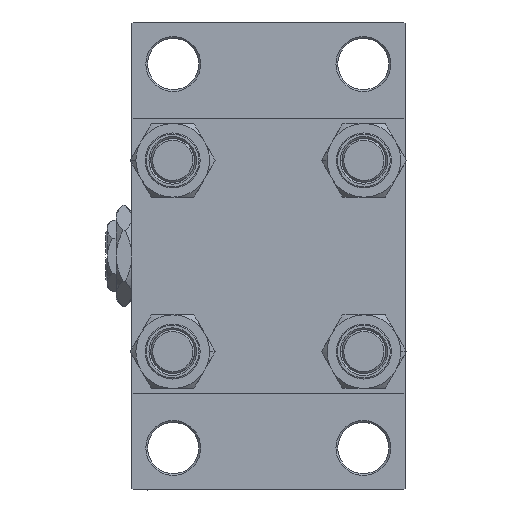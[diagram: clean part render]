
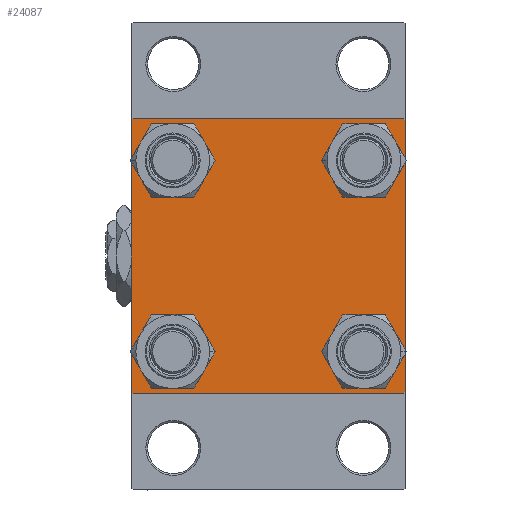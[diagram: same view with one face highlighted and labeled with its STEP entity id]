
A CAD part, left-side view. The second image highlights one B-rep face of the part: STEP entity #24087.
In plain terms, the highlighted planar face has unit normal (-1, 0, 0).
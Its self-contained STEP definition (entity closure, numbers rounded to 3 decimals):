
#143 = CARTESIAN_POINT ( 'NONE',  ( 0., 37.25, -37.25 ) ) ;
#330 = DIRECTION ( 'NONE',  ( 1., 0., 0. ) ) ;
#449 = CARTESIAN_POINT ( 'NONE',  ( 0., -37.25, 37.25 ) ) ;
#736 = VERTEX_POINT ( 'NONE', #12812 ) ;
#1566 = CARTESIAN_POINT ( 'NONE',  ( 0., 37.5, 37.5 ) ) ;
#1872 = CIRCLE ( 'NONE', #14572, 6.5 ) ;
#2651 = DIRECTION ( 'NONE',  ( 0., -1., 0. ) ) ;
#2870 = EDGE_LOOP ( 'NONE', ( #15276, #45783, #27325, #14684, #42795, #11119, #5225, #46318 ) ) ;
#3449 = DIRECTION ( 'NONE',  ( 1., 0., 0. ) ) ;
#3549 = EDGE_CURVE ( 'NONE', #17311, #736, #41185, .T. ) ;
#4487 = CARTESIAN_POINT ( 'NONE',  ( 0., -37.25, -37.25 ) ) ;
#4731 = FACE_BOUND ( 'NONE', #17807, .T. ) ;
#4814 = VERTEX_POINT ( 'NONE', #19006 ) ;
#5099 = DIRECTION ( 'NONE',  ( 1., 0., 0. ) ) ;
#5225 = ORIENTED_EDGE ( 'NONE', *, *, #48829, .F. ) ;
#7721 = LINE ( 'NONE', #7973, #20987 ) ;
#7732 = DIRECTION ( 'NONE',  ( 1., 0., 0. ) ) ;
#7973 = CARTESIAN_POINT ( 'NONE',  ( 0., 37.25, 37.25 ) ) ;
#7998 = DIRECTION ( 'NONE',  ( 1., 0., 0. ) ) ;
#8186 = VECTOR ( 'NONE', #16248, 1000. ) ;
#8391 = VERTEX_POINT ( 'NONE', #47775 ) ;
#8474 = DIRECTION ( 'NONE',  ( 0., 0., 1. ) ) ;
#8824 = VERTEX_POINT ( 'NONE', #12020 ) ;
#9661 = ORIENTED_EDGE ( 'NONE', *, *, #3549, .T. ) ;
#10003 = ORIENTED_EDGE ( 'NONE', *, *, #32656, .T. ) ;
#10174 = CARTESIAN_POINT ( 'NONE',  ( 0., -26.15, 26.15 ) ) ;
#10290 = CARTESIAN_POINT ( 'NONE',  ( 0., -37.5, 37.5 ) ) ;
#10356 = VECTOR ( 'NONE', #34824, 1000. ) ;
#11119 = ORIENTED_EDGE ( 'NONE', *, *, #13138, .T. ) ;
#11707 = CARTESIAN_POINT ( 'NONE',  ( 0., 26.15, -19.65 ) ) ;
#12020 = CARTESIAN_POINT ( 'NONE',  ( 0., -37.5, -37. ) ) ;
#12172 = EDGE_CURVE ( 'NONE', #38006, #46260, #25449, .T. ) ;
#12199 = CARTESIAN_POINT ( 'NONE',  ( 0., -26.15, 26.15 ) ) ;
#12812 = CARTESIAN_POINT ( 'NONE',  ( 0., -26.15, -32.65 ) ) ;
#12949 = EDGE_LOOP ( 'NONE', ( #10003, #47641 ) ) ;
#12960 = VERTEX_POINT ( 'NONE', #21138 ) ;
#13138 = EDGE_CURVE ( 'NONE', #12960, #44277, #14878, .T. ) ;
#13425 = DIRECTION ( 'NONE',  ( 0., 0., -1. ) ) ;
#13793 = VECTOR ( 'NONE', #13425, 1000. ) ;
#14572 = AXIS2_PLACEMENT_3D ( 'NONE', #12199, #35135, #15439 ) ;
#14643 = CIRCLE ( 'NONE', #22589, 6.5 ) ;
#14684 = ORIENTED_EDGE ( 'NONE', *, *, #24219, .T. ) ;
#14878 = LINE ( 'NONE', #449, #10356 ) ;
#14977 = DIRECTION ( 'NONE',  ( 1., 0., 0. ) ) ;
#15090 = VERTEX_POINT ( 'NONE', #24427 ) ;
#15276 = ORIENTED_EDGE ( 'NONE', *, *, #25144, .T. ) ;
#15439 = DIRECTION ( 'NONE',  ( 0., 0., 1. ) ) ;
#15682 = DIRECTION ( 'NONE',  ( -1., 0., 0. ) ) ;
#16089 = CARTESIAN_POINT ( 'NONE',  ( 0., -26.15, -19.65 ) ) ;
#16248 = DIRECTION ( 'NONE',  ( 0., -1., 0. ) ) ;
#16810 = CARTESIAN_POINT ( 'NONE',  ( 0., -26.15, 32.65 ) ) ;
#17311 = VERTEX_POINT ( 'NONE', #16089 ) ;
#17801 = EDGE_LOOP ( 'NONE', ( #32904, #28463 ) ) ;
#17807 = EDGE_LOOP ( 'NONE', ( #9661, #32755 ) ) ;
#18952 = DIRECTION ( 'NONE',  ( 0., 0., 1. ) ) ;
#19006 = CARTESIAN_POINT ( 'NONE',  ( 0., 37.5, -37. ) ) ;
#19007 = DIRECTION ( 'NONE',  ( 1., 0., 0. ) ) ;
#19063 = EDGE_CURVE ( 'NONE', #34003, #38622, #48663, .T. ) ;
#19229 = LINE ( 'NONE', #34450, #21835 ) ;
#19909 = CARTESIAN_POINT ( 'NONE',  ( 0., 0., 0. ) ) ;
#20902 = CARTESIAN_POINT ( 'NONE',  ( 0., 37.5, 37.5 ) ) ;
#20987 = VECTOR ( 'NONE', #46122, 1000. ) ;
#21128 = EDGE_CURVE ( 'NONE', #8391, #42757, #22447, .T. ) ;
#21138 = CARTESIAN_POINT ( 'NONE',  ( 0., -37.5, 37. ) ) ;
#21589 = AXIS2_PLACEMENT_3D ( 'NONE', #10174, #3449, #26363 ) ;
#21773 = EDGE_LOOP ( 'NONE', ( #29035, #40396 ) ) ;
#21835 = VECTOR ( 'NONE', #2651, 1000. ) ;
#22447 = CIRCLE ( 'NONE', #41562, 6.5 ) ;
#22589 = AXIS2_PLACEMENT_3D ( 'NONE', #31400, #7732, #8474 ) ;
#22735 = CARTESIAN_POINT ( 'NONE',  ( 0., -26.15, -26.15 ) ) ;
#24087 = ADVANCED_FACE ( 'NONE', ( #26907, #4731, #34390, #34640, #30396 ), #37871, .T. ) ;
#24139 = CARTESIAN_POINT ( 'NONE',  ( 0., 26.15, 26.15 ) ) ;
#24141 = EDGE_CURVE ( 'NONE', #38622, #34003, #1872, .T. ) ;
#24219 = EDGE_CURVE ( 'NONE', #15090, #8824, #38621, .T. ) ;
#24427 = CARTESIAN_POINT ( 'NONE',  ( 0., -37., -37.5 ) ) ;
#24935 = EDGE_CURVE ( 'NONE', #42108, #43357, #7721, .T. ) ;
#25144 = EDGE_CURVE ( 'NONE', #43357, #4814, #27892, .T. ) ;
#25449 = CIRCLE ( 'NONE', #42180, 6.5 ) ;
#25499 = DIRECTION ( 'NONE',  ( 0., 0., -1. ) ) ;
#25699 = CARTESIAN_POINT ( 'NONE',  ( 0., -26.15, 19.65 ) ) ;
#25865 = EDGE_CURVE ( 'NONE', #736, #17311, #14643, .T. ) ;
#26363 = DIRECTION ( 'NONE',  ( 0., 0., 1. ) ) ;
#26642 = EDGE_CURVE ( 'NONE', #29423, #15090, #19229, .T. ) ;
#26648 = VECTOR ( 'NONE', #46497, 1000. ) ;
#26663 = DIRECTION ( 'NONE',  ( 0., -0.707, 0.707 ) ) ;
#26704 = DIRECTION ( 'NONE',  ( 0., 0., 1. ) ) ;
#26796 = LINE ( 'NONE', #143, #26648 ) ;
#26907 = FACE_BOUND ( 'NONE', #21773, .T. ) ;
#27028 = CARTESIAN_POINT ( 'NONE',  ( 0., 26.15, 26.15 ) ) ;
#27325 = ORIENTED_EDGE ( 'NONE', *, *, #26642, .T. ) ;
#27513 = DIRECTION ( 'NONE',  ( 0., 0., 1. ) ) ;
#27643 = CIRCLE ( 'NONE', #45171, 6.5 ) ;
#27892 = LINE ( 'NONE', #20902, #13793 ) ;
#28264 = EDGE_CURVE ( 'NONE', #4814, #29423, #26796, .T. ) ;
#28448 = LINE ( 'NONE', #1566, #8186 ) ;
#28463 = ORIENTED_EDGE ( 'NONE', *, *, #40735, .T. ) ;
#28660 = CARTESIAN_POINT ( 'NONE',  ( 0., 37., 37.5 ) ) ;
#29035 = ORIENTED_EDGE ( 'NONE', *, *, #24141, .T. ) ;
#29230 = LINE ( 'NONE', #10290, #34010 ) ;
#29423 = VERTEX_POINT ( 'NONE', #30446 ) ;
#30396 = FACE_OUTER_BOUND ( 'NONE', #2870, .T. ) ;
#30446 = CARTESIAN_POINT ( 'NONE',  ( 0., 37., -37.5 ) ) ;
#30489 = DIRECTION ( 'NONE',  ( 0., 0., 1. ) ) ;
#31400 = CARTESIAN_POINT ( 'NONE',  ( 0., -26.15, -26.15 ) ) ;
#32656 = EDGE_CURVE ( 'NONE', #42757, #8391, #27643, .T. ) ;
#32755 = ORIENTED_EDGE ( 'NONE', *, *, #25865, .T. ) ;
#32885 = EDGE_CURVE ( 'NONE', #12960, #8824, #29230, .T. ) ;
#32904 = ORIENTED_EDGE ( 'NONE', *, *, #12172, .T. ) ;
#34003 = VERTEX_POINT ( 'NONE', #25699 ) ;
#34010 = VECTOR ( 'NONE', #25499, 1000. ) ;
#34390 = FACE_BOUND ( 'NONE', #17801, .T. ) ;
#34450 = CARTESIAN_POINT ( 'NONE',  ( 0., 37.5, -37.5 ) ) ;
#34640 = FACE_BOUND ( 'NONE', #12949, .T. ) ;
#34824 = DIRECTION ( 'NONE',  ( 0., 0.707, 0.707 ) ) ;
#35135 = DIRECTION ( 'NONE',  ( 1., 0., 0. ) ) ;
#35723 = CARTESIAN_POINT ( 'NONE',  ( 0., -37., 37.5 ) ) ;
#36093 = VECTOR ( 'NONE', #26663, 1000. ) ;
#36545 = CIRCLE ( 'NONE', #36657, 6.5 ) ;
#36657 = AXIS2_PLACEMENT_3D ( 'NONE', #45221, #19007, #30489 ) ;
#37871 = PLANE ( 'NONE',  #44854 ) ;
#37937 = DIRECTION ( 'NONE',  ( 0., 0., 1. ) ) ;
#38006 = VERTEX_POINT ( 'NONE', #11707 ) ;
#38621 = LINE ( 'NONE', #4487, #36093 ) ;
#38622 = VERTEX_POINT ( 'NONE', #16810 ) ;
#38791 = AXIS2_PLACEMENT_3D ( 'NONE', #22735, #330, #37937 ) ;
#40038 = CARTESIAN_POINT ( 'NONE',  ( 0., 26.15, -32.65 ) ) ;
#40396 = ORIENTED_EDGE ( 'NONE', *, *, #19063, .T. ) ;
#40735 = EDGE_CURVE ( 'NONE', #46260, #38006, #36545, .T. ) ;
#41185 = CIRCLE ( 'NONE', #38791, 6.5 ) ;
#41562 = AXIS2_PLACEMENT_3D ( 'NONE', #24139, #7998, #18952 ) ;
#42108 = VERTEX_POINT ( 'NONE', #28660 ) ;
#42122 = DIRECTION ( 'NONE',  ( 0., 0., 1. ) ) ;
#42164 = CARTESIAN_POINT ( 'NONE',  ( 0., 26.15, -26.15 ) ) ;
#42180 = AXIS2_PLACEMENT_3D ( 'NONE', #42164, #14977, #26704 ) ;
#42757 = VERTEX_POINT ( 'NONE', #43618 ) ;
#42795 = ORIENTED_EDGE ( 'NONE', *, *, #32885, .F. ) ;
#42939 = CARTESIAN_POINT ( 'NONE',  ( 0., 37.5, 37. ) ) ;
#43357 = VERTEX_POINT ( 'NONE', #42939 ) ;
#43618 = CARTESIAN_POINT ( 'NONE',  ( 0., 26.15, 32.65 ) ) ;
#44277 = VERTEX_POINT ( 'NONE', #35723 ) ;
#44854 = AXIS2_PLACEMENT_3D ( 'NONE', #19909, #15682, #42122 ) ;
#45171 = AXIS2_PLACEMENT_3D ( 'NONE', #27028, #5099, #27513 ) ;
#45221 = CARTESIAN_POINT ( 'NONE',  ( 0., 26.15, -26.15 ) ) ;
#45783 = ORIENTED_EDGE ( 'NONE', *, *, #28264, .T. ) ;
#46122 = DIRECTION ( 'NONE',  ( 0., 0.707, -0.707 ) ) ;
#46260 = VERTEX_POINT ( 'NONE', #40038 ) ;
#46318 = ORIENTED_EDGE ( 'NONE', *, *, #24935, .T. ) ;
#46497 = DIRECTION ( 'NONE',  ( 0., -0.707, -0.707 ) ) ;
#47641 = ORIENTED_EDGE ( 'NONE', *, *, #21128, .T. ) ;
#47775 = CARTESIAN_POINT ( 'NONE',  ( 0., 26.15, 19.65 ) ) ;
#48663 = CIRCLE ( 'NONE', #21589, 6.5 ) ;
#48829 = EDGE_CURVE ( 'NONE', #42108, #44277, #28448, .T. ) ;
